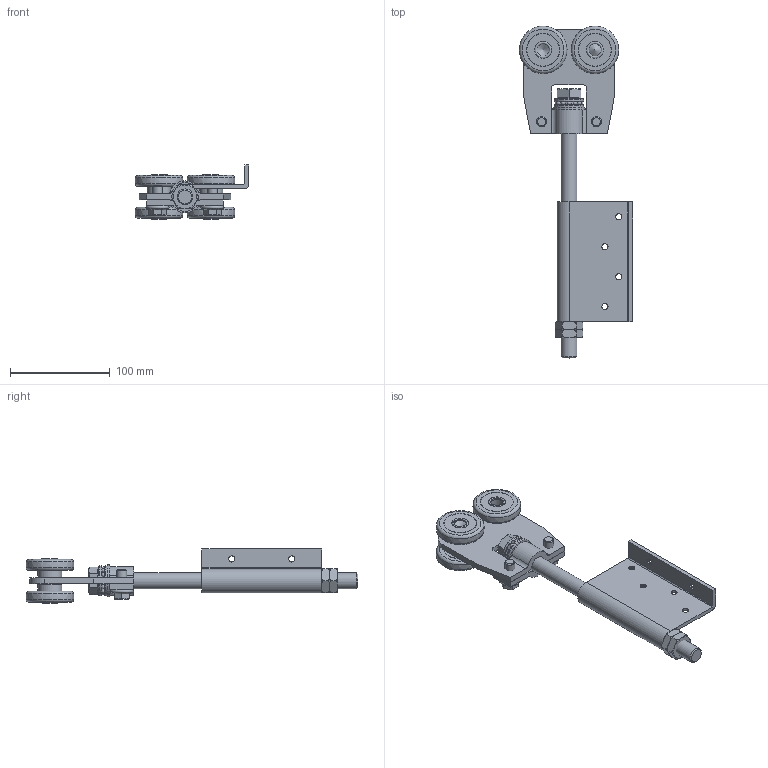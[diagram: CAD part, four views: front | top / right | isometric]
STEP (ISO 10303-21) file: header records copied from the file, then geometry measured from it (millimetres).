
FILE_DESCRIPTION(/* description */ (''),/* implementation_level */ '2;1');
FILE_NAME(/* name */ '9552E.stp',/* time_stamp */ '2023-04-03T11:35:46+02:00',/* author */ ('SIMMETF'),/* organization */ (''),/* preprocessor_version */ 'ST-DEVELOPER v18.1',/* originating_system */ 'Autodesk Inventor 2021',/* authorisation */ '');
FILE_SCHEMA (('AUTOMOTIVE_DESIGN { 1 0 10303 214 3 1 1 }'));
Length unit declared in the file: millimetre
Products named in the file (3): Ensemble2; 9552E SC; 15267
Assembly tree (2 placements, depth 2):
  Ensemble2
    9552E SC
    15267
Bounding box: 114 x 332.98 x 54.25 mm (x, y, z)
Volume: 274333 mm3; surface area: 126572.6 mm2
Topology: 20 solids, 20 shells, 340 faces, 817 edges, 532 vertices
Faces by surface type: plane 170, cylinder 75, cone 37, torus 26, bspline 20, sphere 12
Full cylindrical faces by diameter (mm): 6.2 x6, 8.376 x2, 10 x2, 10.1 x2, 12.5 x4, 13.835 x2, 14.8 x4, 15 x4, 16 x1, 17 x2, 18 x1, 22.5 x1, 24 x4, 30 x2, 32 x1, 32.6 x8, 33.4 x8
Entity records: 11173 total; most frequent: CARTESIAN_POINT 2666, DIRECTION 1691, ORIENTED_EDGE 1626, EDGE_CURVE 813, AXIS2_PLACEMENT_3D 665, VERTEX_POINT 532, EDGE_LOOP 433, LINE 361
